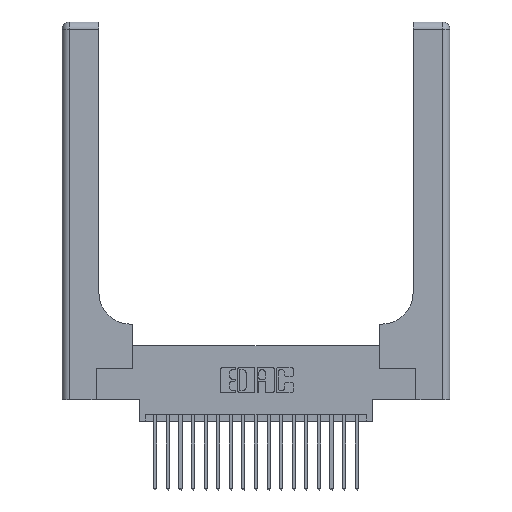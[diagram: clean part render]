
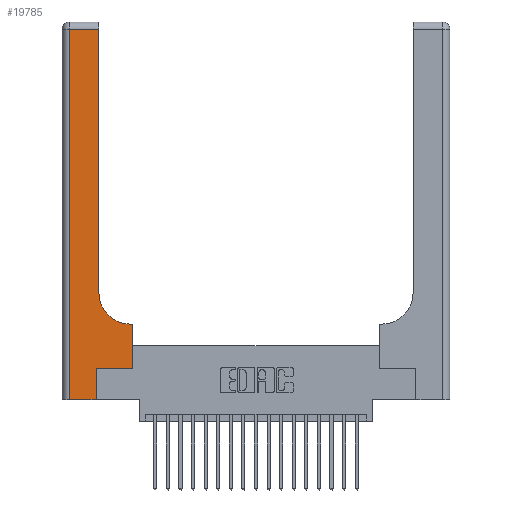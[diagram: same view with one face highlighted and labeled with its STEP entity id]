
A CAD part, top view. The second image highlights one B-rep face of the part: STEP entity #19785.
In plain terms, the highlighted planar face has unit normal (0, 0, 1).
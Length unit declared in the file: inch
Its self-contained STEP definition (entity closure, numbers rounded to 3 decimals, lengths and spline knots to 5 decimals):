
#76 = LINE ( 'NONE', #14271, #21148 ) ;
#626 = ORIENTED_EDGE ( 'NONE', *, *, #21226, .T. ) ;
#1080 = VECTOR ( 'NONE', #8439, 39.37008 ) ;
#1621 = LINE ( 'NONE', #10128, #1080 ) ;
#2104 = ORIENTED_EDGE ( 'NONE', *, *, #5888, .T. ) ;
#2110 = ORIENTED_EDGE ( 'NONE', *, *, #19706, .T. ) ;
#2411 = ORIENTED_EDGE ( 'NONE', *, *, #12584, .T. ) ;
#3103 = CARTESIAN_POINT ( 'NONE',  ( 0., 3., 0.37 ) ) ;
#3710 = VECTOR ( 'NONE', #11288, 39.37008 ) ;
#4254 = AXIS2_PLACEMENT_3D ( 'NONE', #6937, #18849, #8739 ) ;
#4297 = DIRECTION ( 'NONE',  ( 0., -1., 0. ) ) ;
#4450 = EDGE_CURVE ( 'NONE', #5363, #14344, #1621, .T. ) ;
#4493 = LINE ( 'NONE', #7719, #21473 ) ;
#4791 = DIRECTION ( 'NONE',  ( -1., 0., 0. ) ) ;
#5117 = EDGE_CURVE ( 'NONE', #5985, #5363, #16101, .T. ) ;
#5167 = CARTESIAN_POINT ( 'NONE',  ( 0.269, 0., 0.37 ) ) ;
#5363 = VERTEX_POINT ( 'NONE', #15089 ) ;
#5432 = VERTEX_POINT ( 'NONE', #13534 ) ;
#5638 = DIRECTION ( 'NONE',  ( -1., 0., 0. ) ) ;
#5888 = EDGE_CURVE ( 'NONE', #15234, #8521, #4493, .T. ) ;
#5985 = VERTEX_POINT ( 'NONE', #9896 ) ;
#6469 = ORIENTED_EDGE ( 'NONE', *, *, #8988, .T. ) ;
#6549 = LINE ( 'NONE', #9199, #20102 ) ;
#6578 = EDGE_LOOP ( 'NONE', ( #6469, #11773, #2104, #2411, #2110, #18211, #14324, #626, #21908 ) ) ;
#6937 = CARTESIAN_POINT ( 'NONE',  ( 0.5415, 0.85, 0.37 ) ) ;
#6975 = VECTOR ( 'NONE', #12274, 39.37008 ) ;
#7577 = FACE_OUTER_BOUND ( 'NONE', #6578, .T. ) ;
#7719 = CARTESIAN_POINT ( 'NONE',  ( 0.06, 3., 0.37 ) ) ;
#7974 = CIRCLE ( 'NONE', #4254, 0.25 ) ;
#8326 = LINE ( 'NONE', #19613, #3710 ) ;
#8439 = DIRECTION ( 'NONE',  ( 0., 1., 0. ) ) ;
#8521 = VERTEX_POINT ( 'NONE', #20931 ) ;
#8553 = DIRECTION ( 'NONE',  ( 0., 1., 0. ) ) ;
#8739 = DIRECTION ( 'NONE',  ( 1., 0., 0. ) ) ;
#8988 = EDGE_CURVE ( 'NONE', #21608, #10986, #12423, .T. ) ;
#9199 = CARTESIAN_POINT ( 'NONE',  ( 0.2915, 0.6, 0.37 ) ) ;
#9247 = VECTOR ( 'NONE', #11519, 39.37008 ) ;
#9896 = CARTESIAN_POINT ( 'NONE',  ( 0.269, 0.25, 0.37 ) ) ;
#10128 = CARTESIAN_POINT ( 'NONE',  ( 0.5585, 0.25, 0.37 ) ) ;
#10923 = DIRECTION ( 'NONE',  ( 1., 0., 0. ) ) ;
#10986 = VERTEX_POINT ( 'NONE', #14033 ) ;
#11288 = DIRECTION ( 'NONE',  ( -1., 0., 0. ) ) ;
#11519 = DIRECTION ( 'NONE',  ( 0., 1., 0. ) ) ;
#11743 = PLANE ( 'NONE',  #21824 ) ;
#11773 = ORIENTED_EDGE ( 'NONE', *, *, #15705, .T. ) ;
#12274 = DIRECTION ( 'NONE',  ( 1., 0., 0. ) ) ;
#12354 = EDGE_CURVE ( 'NONE', #5432, #21608, #7974, .T. ) ;
#12362 = VERTEX_POINT ( 'NONE', #5167 ) ;
#12423 = LINE ( 'NONE', #21917, #20752 ) ;
#12584 = EDGE_CURVE ( 'NONE', #8521, #12362, #76, .T. ) ;
#12838 = CARTESIAN_POINT ( 'NONE',  ( 0.5585, 0.6, 0.37 ) ) ;
#13534 = CARTESIAN_POINT ( 'NONE',  ( 0.5415, 0.6, 0.37 ) ) ;
#14033 = CARTESIAN_POINT ( 'NONE',  ( 0.2915, 2.94, 0.37 ) ) ;
#14271 = CARTESIAN_POINT ( 'NONE',  ( 0., 0., 0.37 ) ) ;
#14324 = ORIENTED_EDGE ( 'NONE', *, *, #4450, .T. ) ;
#14344 = VERTEX_POINT ( 'NONE', #12838 ) ;
#15089 = CARTESIAN_POINT ( 'NONE',  ( 0.5585, 0.25, 0.37 ) ) ;
#15139 = DIRECTION ( 'NONE',  ( 0., 0., -1. ) ) ;
#15234 = VERTEX_POINT ( 'NONE', #16688 ) ;
#15705 = EDGE_CURVE ( 'NONE', #10986, #15234, #8326, .T. ) ;
#16101 = LINE ( 'NONE', #17405, #6975 ) ;
#16605 = CARTESIAN_POINT ( 'NONE',  ( 0.269, 0., 0.37 ) ) ;
#16688 = CARTESIAN_POINT ( 'NONE',  ( 0.06, 2.94, 0.37 ) ) ;
#17405 = CARTESIAN_POINT ( 'NONE',  ( 0.269, 0.25, 0.37 ) ) ;
#18211 = ORIENTED_EDGE ( 'NONE', *, *, #5117, .T. ) ;
#18216 = LINE ( 'NONE', #16605, #9247 ) ;
#18849 = DIRECTION ( 'NONE',  ( 0., 0., -1. ) ) ;
#19613 = CARTESIAN_POINT ( 'NONE',  ( 0., 2.94, 0.37 ) ) ;
#19706 = EDGE_CURVE ( 'NONE', #12362, #5985, #18216, .T. ) ;
#19785 = ADVANCED_FACE ( 'NONE', ( #7577 ), #11743, .F. ) ;
#20102 = VECTOR ( 'NONE', #5638, 39.37008 ) ;
#20752 = VECTOR ( 'NONE', #8553, 39.37008 ) ;
#20931 = CARTESIAN_POINT ( 'NONE',  ( 0.06, 0., 0.37 ) ) ;
#21148 = VECTOR ( 'NONE', #10923, 39.37008 ) ;
#21226 = EDGE_CURVE ( 'NONE', #14344, #5432, #6549, .T. ) ;
#21473 = VECTOR ( 'NONE', #4297, 39.37008 ) ;
#21608 = VERTEX_POINT ( 'NONE', #21781 ) ;
#21781 = CARTESIAN_POINT ( 'NONE',  ( 0.2915, 0.85, 0.37 ) ) ;
#21824 = AXIS2_PLACEMENT_3D ( 'NONE', #3103, #15139, #4791 ) ;
#21908 = ORIENTED_EDGE ( 'NONE', *, *, #12354, .T. ) ;
#21917 = CARTESIAN_POINT ( 'NONE',  ( 0.2915, 3., 0.37 ) ) ;
